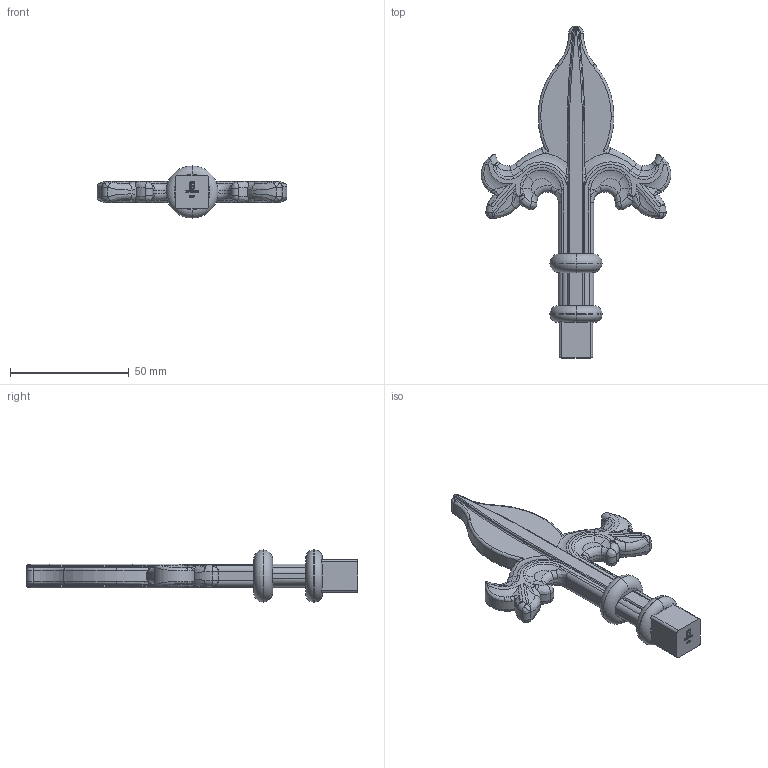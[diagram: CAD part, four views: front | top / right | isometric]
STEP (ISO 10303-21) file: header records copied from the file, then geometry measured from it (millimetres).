
FILE_DESCRIPTION (( 'STEP AP203' ), '1' );
FILE_NAME ('3229.STEP', '2022-02-22T15:25:27', ( '' ), ( '' ), 'SwSTEP 2.0', 'SolidWorks 2018', '' );
FILE_SCHEMA (( 'CONFIG_CONTROL_DESIGN' ));
Length unit declared in the file: millimetre
Products named in the file (2): 3229
Bounding box: 80 x 140 x 22 mm (x, y, z)
Volume: 34434.2 mm3; surface area: 11859.2 mm2
Topology: 1 solids, 1 shells, 626 faces, 1639 edges, 1024 vertices
Faces by surface type: bspline 231, plane 164, torus 144, cylinder 83, sphere 4
Entity records: 28772 total; most frequent: CARTESIAN_POINT 14910, ORIENTED_EDGE 3262, DIRECTION 2319, EDGE_CURVE 1631, VERTEX_POINT 1024, AXIS2_PLACEMENT_3D 891, EDGE_LOOP 643, ADVANCED_FACE 626
